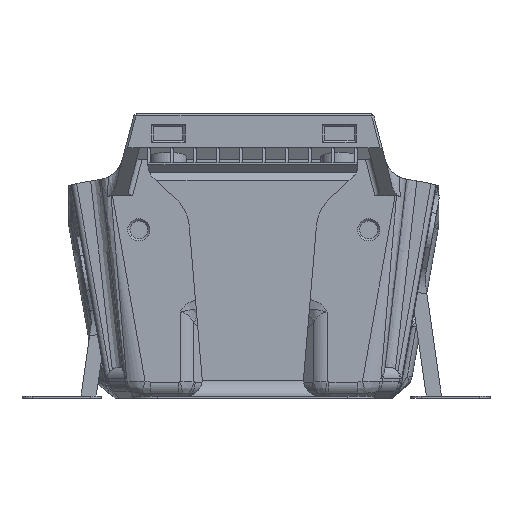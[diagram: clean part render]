
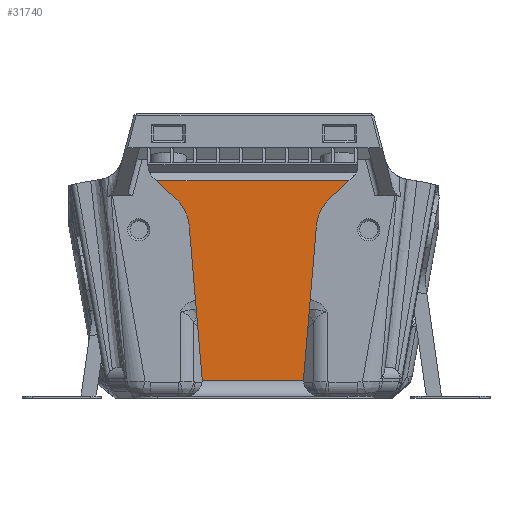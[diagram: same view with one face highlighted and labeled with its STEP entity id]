
A CAD part, front view. The second image highlights one B-rep face of the part: STEP entity #31740.
In plain terms, the highlighted planar face has unit normal (0, -1, 0).
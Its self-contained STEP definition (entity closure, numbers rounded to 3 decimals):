
#2008=CIRCLE('',#34480,3.);
#2009=CIRCLE('',#34481,3.);
#2010=CIRCLE('',#34482,8.);
#2011=CIRCLE('',#34483,8.);
#11537=ORIENTED_EDGE('',*,*,#16633,.T.);
#11538=ORIENTED_EDGE('',*,*,#16634,.T.);
#11539=ORIENTED_EDGE('',*,*,#16635,.T.);
#11540=ORIENTED_EDGE('',*,*,#16631,.F.);
#11541=ORIENTED_EDGE('',*,*,#16636,.T.);
#11542=ORIENTED_EDGE('',*,*,#16637,.T.);
#11543=ORIENTED_EDGE('',*,*,#16638,.F.);
#11544=ORIENTED_EDGE('',*,*,#16639,.F.);
#11545=ORIENTED_EDGE('',*,*,#16640,.T.);
#11546=ORIENTED_EDGE('',*,*,#16641,.T.);
#16631=EDGE_CURVE('',#19799,#19800,#22388,.T.);
#16633=EDGE_CURVE('',#19801,#19802,#2008,.T.);
#16634=EDGE_CURVE('',#19802,#19803,#22390,.F.);
#16635=EDGE_CURVE('',#19803,#19800,#2009,.T.);
#16636=EDGE_CURVE('',#19799,#19804,#2010,.T.);
#16637=EDGE_CURVE('',#19804,#19805,#22391,.T.);
#16638=EDGE_CURVE('',#19806,#19805,#22392,.T.);
#16639=EDGE_CURVE('',#19807,#19806,#22393,.T.);
#16640=EDGE_CURVE('',#19807,#19808,#2011,.T.);
#16641=EDGE_CURVE('',#19808,#19801,#22394,.T.);
#19799=VERTEX_POINT('',#61359);
#19800=VERTEX_POINT('',#61361);
#19801=VERTEX_POINT('',#61365);
#19802=VERTEX_POINT('',#61366);
#19803=VERTEX_POINT('',#61368);
#19804=VERTEX_POINT('',#61371);
#19805=VERTEX_POINT('',#61373);
#19806=VERTEX_POINT('',#61375);
#19807=VERTEX_POINT('',#61377);
#19808=VERTEX_POINT('',#61379);
#22388=LINE('',#61360,#25044);
#22390=LINE('',#61367,#25046);
#22391=LINE('',#61372,#25047);
#22392=LINE('',#61374,#25048);
#22393=LINE('',#61376,#25049);
#22394=LINE('',#61380,#25050);
#25044=VECTOR('',#42058,1000.);
#25046=VECTOR('',#42064,1000.);
#25047=VECTOR('',#42069,1000.);
#25048=VECTOR('',#42070,1000.);
#25049=VECTOR('',#42071,1000.);
#25050=VECTOR('',#42074,1000.);
#27131=EDGE_LOOP('',(#11537,#11538,#11539,#11540,#11541,#11542,#11543,#11544,
#11545,#11546));
#29041=FACE_BOUND('',#27131,.T.);
#29999=PLANE('',#34479);
#31740=ADVANCED_FACE('',(#29041),#29999,.F.);
#34479=AXIS2_PLACEMENT_3D('',#61363,#42060,#42061);
#34480=AXIS2_PLACEMENT_3D('',#61364,#42062,#42063);
#34481=AXIS2_PLACEMENT_3D('',#61369,#42065,#42066);
#34482=AXIS2_PLACEMENT_3D('',#61370,#42067,#42068);
#34483=AXIS2_PLACEMENT_3D('',#61378,#42072,#42073);
#42058=DIRECTION('',(-0.084,0.,-0.996));
#42060=DIRECTION('',(0.,1.,0.));
#42061=DIRECTION('',(0.,0.,1.));
#42062=DIRECTION('',(0.,1.,0.));
#42063=DIRECTION('',(0.,0.,1.));
#42064=DIRECTION('',(-1.,0.,0.));
#42065=DIRECTION('',(0.,1.,0.));
#42066=DIRECTION('',(0.,0.,1.));
#42067=DIRECTION('',(0.,1.,0.));
#42068=DIRECTION('',(0.,0.,1.));
#42069=DIRECTION('',(0.731,0.,0.682));
#42070=DIRECTION('',(1.,0.,0.));
#42071=DIRECTION('',(-0.731,0.,0.682));
#42072=DIRECTION('',(0.,1.,0.));
#42073=DIRECTION('',(0.,0.,1.));
#42074=DIRECTION('',(0.084,0.,-0.996));
#61359=CARTESIAN_POINT('',(11.856,-32.314,32.579));
#61360=CARTESIAN_POINT('',(36.482,-32.314,324.724));
#61361=CARTESIAN_POINT('',(9.418,-32.314,3.652));
#61363=CARTESIAN_POINT('',(0.,-32.314,327.8));
#61364=CARTESIAN_POINT('',(-12.767,-32.314,3.4));
#61365=CARTESIAN_POINT('',(-9.777,-32.314,3.652));
#61366=CARTESIAN_POINT('',(-9.767,-32.314,3.4));
#61367=CARTESIAN_POINT('',(9.143,-32.314,3.4));
#61368=CARTESIAN_POINT('',(9.407,-32.314,3.4));
#61369=CARTESIAN_POINT('',(12.407,-32.314,3.4));
#61370=CARTESIAN_POINT('',(19.828,-32.314,31.907));
#61371=CARTESIAN_POINT('',(14.372,-32.314,37.757));
#61372=CARTESIAN_POINT('',(16.736,-32.314,39.963));
#61373=CARTESIAN_POINT('',(17.982,-32.314,41.124));
#61374=CARTESIAN_POINT('',(-65.369,-32.314,41.124));
#61375=CARTESIAN_POINT('',(-18.341,-32.314,41.124));
#61376=CARTESIAN_POINT('',(-17.096,-32.314,39.963));
#61377=CARTESIAN_POINT('',(-14.731,-32.314,37.757));
#61378=CARTESIAN_POINT('',(-20.187,-32.314,31.907));
#61379=CARTESIAN_POINT('',(-12.216,-32.314,32.579));
#61380=CARTESIAN_POINT('',(-36.839,-32.314,324.694));
